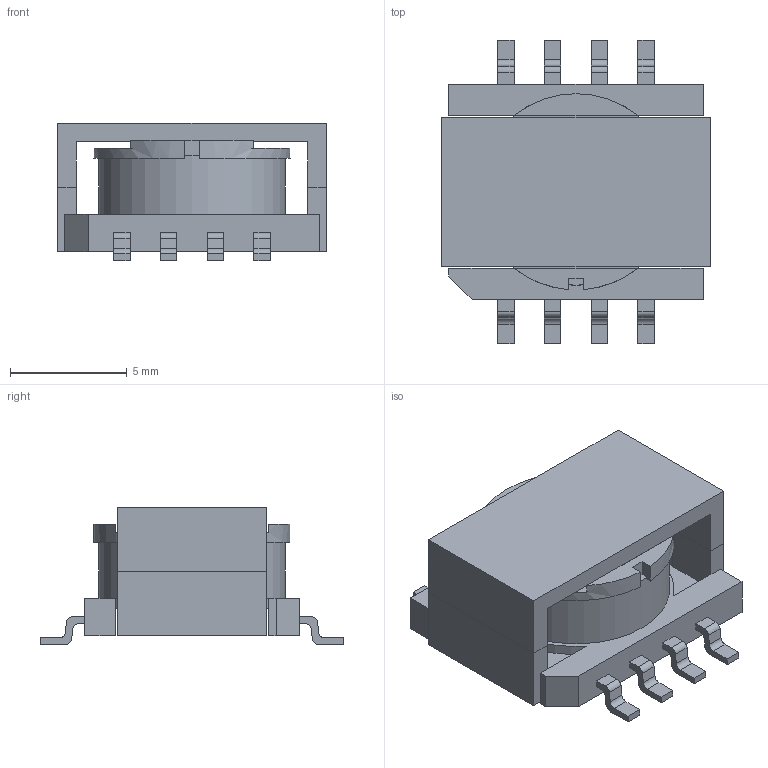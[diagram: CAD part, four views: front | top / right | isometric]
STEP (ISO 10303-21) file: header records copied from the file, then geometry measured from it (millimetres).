
FILE_DESCRIPTION (( 'STEP AP214' ), '1' );
FILE_NAME ('RBE-014.STEP', '2026-02-04T02:54:04', ( '' ), ( '' ), 'SwSTEP 2.0', 'SolidWorks 2024', '' );
FILE_SCHEMA (( 'AUTOMOTIVE_DESIGN' ));
Length unit declared in the file: millimetre
Products named in the file (5): RBE-014; wire_默认_默认; RBE-014 PIN_默认_默认; CORE_默认_默认; Bobbin_默认_默认
Assembly tree (12 placements, depth 2):
  RBE-014
    Bobbin_默认_默认
    CORE_默认_默认  x2
    RBE-014 PIN_默认_默认  x8
    wire_默认_默认
Bounding box: 11.5 x 13 x 5.9 mm (x, y, z)
Volume: 385.6 mm3; surface area: 1061.8 mm2
Topology: 12 solids, 12 shells, 194 faces, 492 edges, 328 vertices
Faces by surface type: plane 132, cylinder 62
Entity records: 3063 total; most frequent: DIRECTION 422, CARTESIAN_POINT 400, ORIENTED_EDGE 372, EDGE_CURVE 186, AXIS2_PLACEMENT_3D 146, VECTOR 130, LINE 130, VERTEX_POINT 124
